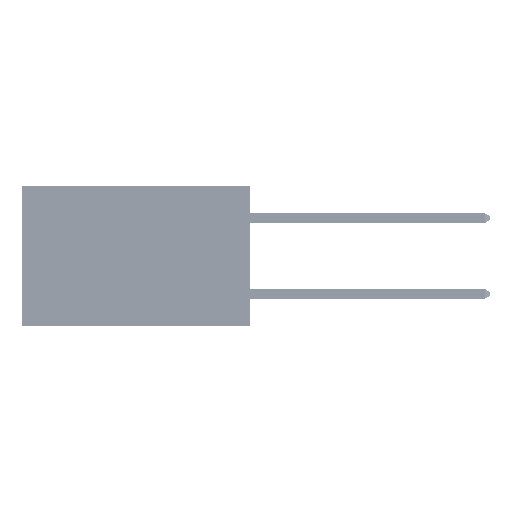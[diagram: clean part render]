
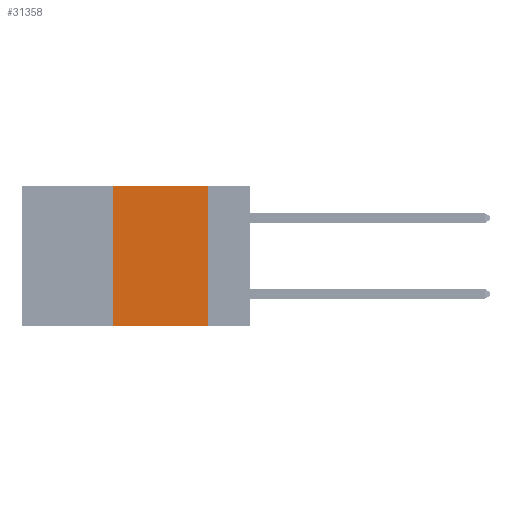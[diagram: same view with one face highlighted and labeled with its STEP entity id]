
A CAD part, left-side view. The second image highlights one B-rep face of the part: STEP entity #31358.
In plain terms, the highlighted face is planar.
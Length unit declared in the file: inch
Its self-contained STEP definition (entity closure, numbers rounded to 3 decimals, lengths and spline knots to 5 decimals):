
#2161 = EDGE_CURVE ( 'NONE', #36156, #36110, #48474, .T. ) ;
#3749 = CARTESIAN_POINT ( 'NONE',  ( 0., 0.6, -0.37 ) ) ;
#3886 = LINE ( 'NONE', #7239, #39845 ) ;
#4633 = VECTOR ( 'NONE', #28639, 39.37008 ) ;
#5005 = EDGE_CURVE ( 'NONE', #32185, #36156, #32266, .T. ) ;
#7239 = CARTESIAN_POINT ( 'NONE',  ( 0., 0.36, 0. ) ) ;
#9083 = LINE ( 'NONE', #3749, #47496 ) ;
#9426 = CARTESIAN_POINT ( 'NONE',  ( 0., 0.6, 0. ) ) ;
#10266 = EDGE_CURVE ( 'NONE', #24671, #36110, #9083, .T. ) ;
#13058 = DIRECTION ( 'NONE',  ( 1., 0., 0. ) ) ;
#13238 = ORIENTED_EDGE ( 'NONE', *, *, #10266, .T. ) ;
#13266 = ORIENTED_EDGE ( 'NONE', *, *, #5005, .F. ) ;
#13699 = ORIENTED_EDGE ( 'NONE', *, *, #2161, .F. ) ;
#14333 = CARTESIAN_POINT ( 'NONE',  ( 0., 0.36, 0. ) ) ;
#16079 = DIRECTION ( 'NONE',  ( 0., -1., 0. ) ) ;
#16506 = CARTESIAN_POINT ( 'NONE',  ( 0., 0.11, 0. ) ) ;
#16933 = CARTESIAN_POINT ( 'NONE',  ( 0., 0.36, -0.37 ) ) ;
#17062 = DIRECTION ( 'NONE',  ( 0., -1., 0. ) ) ;
#17900 = AXIS2_PLACEMENT_3D ( 'NONE', #9426, #13058, #37146 ) ;
#17970 = EDGE_LOOP ( 'NONE', ( #13699, #13266, #19002, #13238 ) ) ;
#19002 = ORIENTED_EDGE ( 'NONE', *, *, #25368, .F. ) ;
#21674 = PLANE ( 'NONE',  #17900 ) ;
#22131 = FACE_OUTER_BOUND ( 'NONE', #17970, .T. ) ;
#24671 = VERTEX_POINT ( 'NONE', #16933 ) ;
#25368 = EDGE_CURVE ( 'NONE', #24671, #32185, #3886, .T. ) ;
#28639 = DIRECTION ( 'NONE',  ( 0., 0., -1. ) ) ;
#31358 = ADVANCED_FACE ( 'NONE', ( #22131 ), #21674, .F. ) ;
#31714 = CARTESIAN_POINT ( 'NONE',  ( 0., 0.11, 0. ) ) ;
#32185 = VERTEX_POINT ( 'NONE', #14333 ) ;
#32266 = LINE ( 'NONE', #41328, #38446 ) ;
#36110 = VERTEX_POINT ( 'NONE', #42950 ) ;
#36156 = VERTEX_POINT ( 'NONE', #31714 ) ;
#37146 = DIRECTION ( 'NONE',  ( 0., 0., -1. ) ) ;
#38446 = VECTOR ( 'NONE', #17062, 39.37008 ) ;
#39845 = VECTOR ( 'NONE', #42931, 39.37008 ) ;
#41328 = CARTESIAN_POINT ( 'NONE',  ( 0., 0.6, 0. ) ) ;
#42931 = DIRECTION ( 'NONE',  ( 0., 0., 1. ) ) ;
#42950 = CARTESIAN_POINT ( 'NONE',  ( 0., 0.11, -0.37 ) ) ;
#47496 = VECTOR ( 'NONE', #16079, 39.37008 ) ;
#48474 = LINE ( 'NONE', #16506, #4633 ) ;
